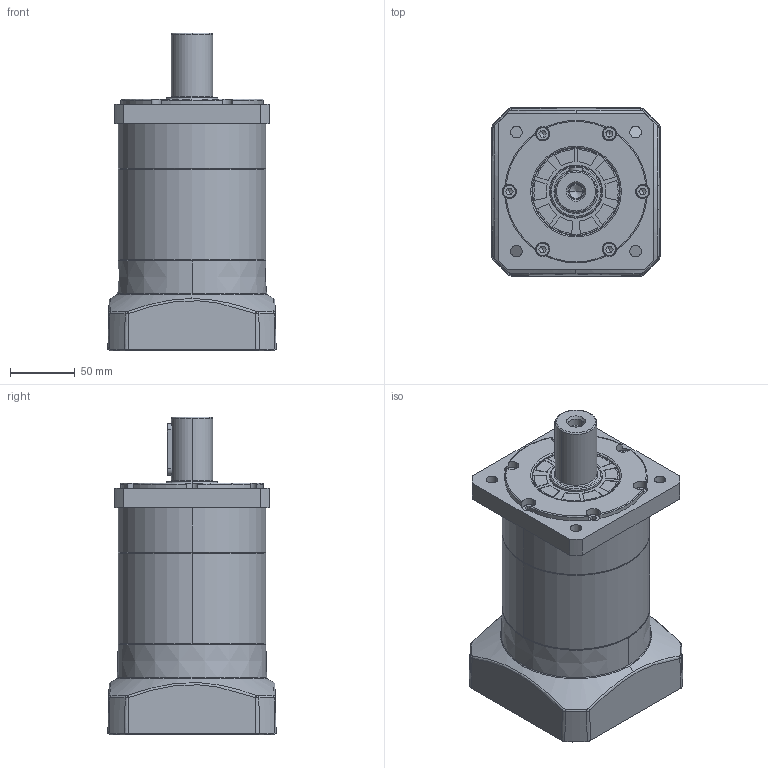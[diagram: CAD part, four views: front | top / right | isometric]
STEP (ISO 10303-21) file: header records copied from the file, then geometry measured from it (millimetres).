
FILE_DESCRIPTION (( 'STEP AP214' ), '1' );
FILE_NAME ('FB-120-L2-P2-¦µ22-¦µ110-¦µ145-M8-59-C32.STEP', '2024-01-05T01:59:05', ( 'admin' ), ( '' ), 'SwSTEP 2.0', 'SolidWorks 2013', '' );
FILE_SCHEMA (( 'AUTOMOTIVE_DESIGN' ));
Length unit declared in the file: millimetre
Products named in the file (9): A倰す瑩10X40; 怀堤俴陎殤FB120-C32; M6樓粟菜; FBK嘎殤蚐猾 KG40x68x5; FB-120-L2-P2-朴22-朴110-朴145-M8-59-C32; 镂空输入法兰FB120-110X70XM8（新）; 怀堤傷褲极FB120; 单边锁输入轴FB120-22（带螺丝）; 内齿圈FB120-S108
Assembly tree (19 placements, depth 2):
  FB-120-L2-P2-朴22-朴110-朴145-M8-59-C32
    FBK嘎殤蚐猾 KG40x68x5
    M6樓粟菜  x12
    怀堤俴陎殤FB120-C32
    A倰す瑩10X40
    内齿圈FB120-S108
    单边锁输入轴FB120-22（带螺丝）
    怀堤傷褲极FB120
    镂空输入法兰FB120-110X70XM8（新）
Bounding box: 129.95 x 129.95 x 245.5 mm (x, y, z)
Volume: 1878032.4 mm3; surface area: 266128.5 mm2
Topology: 8 solids, 33 shells, 1250 faces, 3026 edges, 1846 vertices
Faces by surface type: plane 325, bspline 324, cylinder 253, cone 186, torus 94, sphere 68
Entity records: 45940 total; most frequent: CARTESIAN_POINT 25083, ORIENTED_EDGE 4669, DIRECTION 3736, EDGE_CURVE 2338, AXIS2_PLACEMENT_3D 1584, VERTEX_POINT 1413, EDGE_LOOP 1068, FACE_OUTER_BOUND 986
